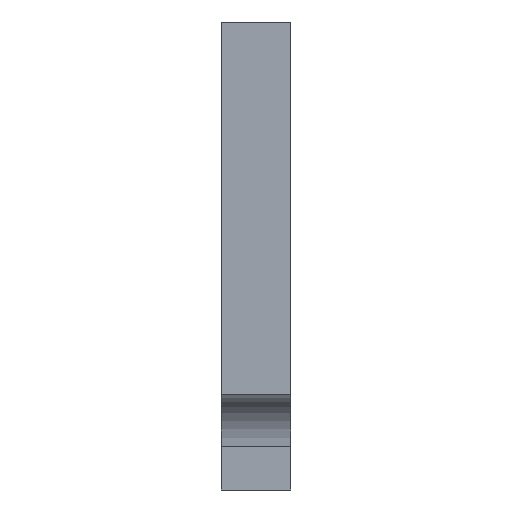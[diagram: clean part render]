
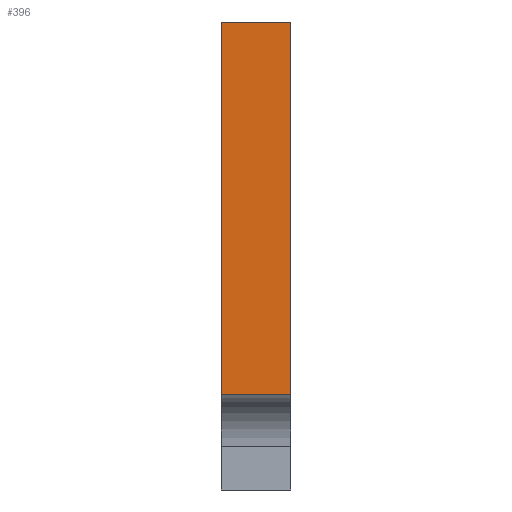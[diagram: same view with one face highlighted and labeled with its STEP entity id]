
A CAD part, front view. The second image highlights one B-rep face of the part: STEP entity #396.
In plain terms, the highlighted planar face has unit normal (0, -1, 0).
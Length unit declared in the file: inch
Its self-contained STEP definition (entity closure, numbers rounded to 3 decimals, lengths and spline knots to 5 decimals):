
#45=FACE_OUTER_BOUND('',#70,.T.);
#70=EDGE_LOOP('',(#320,#321,#322,#323));
#95=LINE('',#590,#130);
#113=LINE('',#643,#148);
#114=LINE('',#646,#149);
#115=LINE('',#647,#150);
#130=VECTOR('',#470,2.6875);
#148=VECTOR('',#522,0.5);
#149=VECTOR('',#525,2.6875);
#150=VECTOR('',#526,0.5);
#186=VERTEX_POINT('',#587);
#187=VERTEX_POINT('',#589);
#205=VERTEX_POINT('',#641);
#206=VERTEX_POINT('',#645);
#224=EDGE_CURVE('',#186,#187,#95,.T.);
#251=EDGE_CURVE('',#205,#186,#113,.T.);
#252=EDGE_CURVE('',#205,#206,#114,.T.);
#253=EDGE_CURVE('',#206,#187,#115,.T.);
#320=ORIENTED_EDGE('',*,*,#251,.F.);
#321=ORIENTED_EDGE('',*,*,#252,.T.);
#322=ORIENTED_EDGE('',*,*,#253,.T.);
#323=ORIENTED_EDGE('',*,*,#224,.F.);
#381=PLANE('',#437);
#396=ADVANCED_FACE('',(#45),#381,.T.);
#437=AXIS2_PLACEMENT_3D('',#644,#523,#524);
#470=DIRECTION('',(0.,0.,1.));
#522=DIRECTION('',(-1.,0.,0.));
#523=DIRECTION('center_axis',(0.,-1.,0.));
#524=DIRECTION('ref_axis',(0.,0.,-1.));
#525=DIRECTION('',(0.,0.,1.));
#526=DIRECTION('',(-1.,0.,0.));
#587=CARTESIAN_POINT('',(0.,0.,-1.));
#589=CARTESIAN_POINT('',(0.,0.,1.6875));
#590=CARTESIAN_POINT('',(0.,0.,-1.));
#641=CARTESIAN_POINT('',(0.5,0.,-1.));
#643=CARTESIAN_POINT('',(0.5,0.,-1.));
#644=CARTESIAN_POINT('Origin',(0.,0.,1.6875));
#645=CARTESIAN_POINT('',(0.5,0.,1.6875));
#646=CARTESIAN_POINT('',(0.5,0.,-1.));
#647=CARTESIAN_POINT('',(0.5,0.,1.6875));
